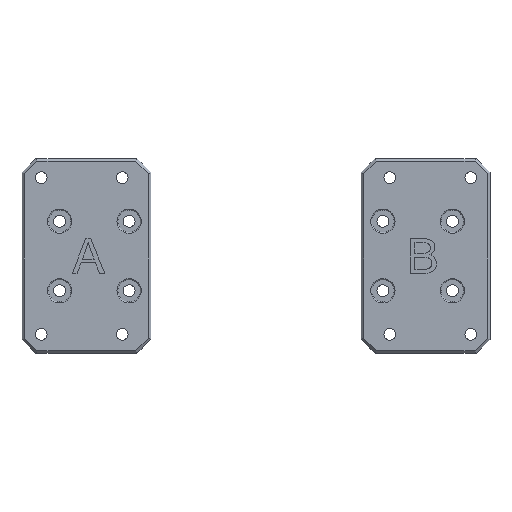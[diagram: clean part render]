
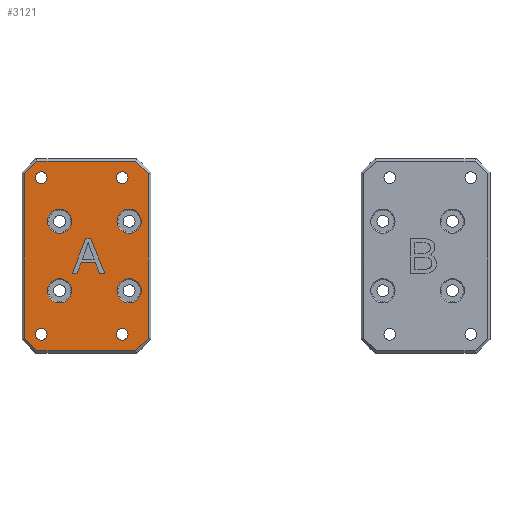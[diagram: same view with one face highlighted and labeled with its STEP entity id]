
A CAD part, top view. The second image highlights one B-rep face of the part: STEP entity #3121.
In plain terms, the highlighted planar face has unit normal (0, 0, 1).
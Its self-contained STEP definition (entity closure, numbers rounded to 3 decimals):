
#2860=CARTESIAN_POINT('',(-585.82,-142.896,27.5));
#2861=DIRECTION('',(0.,0.,1.));
#2862=DIRECTION('',(1.,0.,0.));
#2863=AXIS2_PLACEMENT_3D('',#2860,#2861,#2862);
#2864=PLANE('',#2863);
#2865=CARTESIAN_POINT('',(247.,230.4,27.5));
#2866=VERTEX_POINT('',#2865);
#2867=CARTESIAN_POINT('',(250.4,230.4,27.5));
#2868=VERTEX_POINT('',#2867);
#2869=CARTESIAN_POINT('',(248.7,230.4,27.5));
#2870=DIRECTION('',(0.,0.,1.));
#2871=DIRECTION('',(1.,0.,-0.));
#2872=AXIS2_PLACEMENT_3D('',#2869,#2870,#2871);
#2873=CIRCLE('',#2872,1.7);
#2874=EDGE_CURVE('',#2866,#2868,#2873,.T.);
#2875=ORIENTED_EDGE('',*,*,#2874,.F.);
#2876=CARTESIAN_POINT('',(248.7,230.4,27.5));
#2877=DIRECTION('',(0.,0.,1.));
#2878=DIRECTION('',(1.,0.,-0.));
#2879=AXIS2_PLACEMENT_3D('',#2876,#2877,#2878);
#2880=CIRCLE('',#2879,1.7);
#2881=EDGE_CURVE('',#2868,#2866,#2880,.T.);
#2882=ORIENTED_EDGE('',*,*,#2881,.F.);
#2883=EDGE_LOOP('',(#2875,#2882));
#2884=FACE_BOUND('',#2883,.T.);
#2885=CARTESIAN_POINT('',(247.,185.4,27.5));
#2886=VERTEX_POINT('',#2885);
#2887=CARTESIAN_POINT('',(250.4,185.4,27.5));
#2888=VERTEX_POINT('',#2887);
#2889=CARTESIAN_POINT('',(248.7,185.4,27.5));
#2890=DIRECTION('',(0.,0.,1.));
#2891=DIRECTION('',(1.,0.,-0.));
#2892=AXIS2_PLACEMENT_3D('',#2889,#2890,#2891);
#2893=CIRCLE('',#2892,1.7);
#2894=EDGE_CURVE('',#2886,#2888,#2893,.T.);
#2895=ORIENTED_EDGE('',*,*,#2894,.F.);
#2896=CARTESIAN_POINT('',(248.7,185.4,27.5));
#2897=DIRECTION('',(0.,0.,1.));
#2898=DIRECTION('',(1.,0.,-0.));
#2899=AXIS2_PLACEMENT_3D('',#2896,#2897,#2898);
#2900=CIRCLE('',#2899,1.7);
#2901=EDGE_CURVE('',#2888,#2886,#2900,.T.);
#2902=ORIENTED_EDGE('',*,*,#2901,.F.);
#2903=EDGE_LOOP('',(#2895,#2902));
#2904=FACE_BOUND('',#2903,.T.);
#2905=CARTESIAN_POINT('',(270.3,185.4,27.5));
#2906=VERTEX_POINT('',#2905);
#2907=CARTESIAN_POINT('',(273.7,185.4,27.5));
#2908=VERTEX_POINT('',#2907);
#2909=CARTESIAN_POINT('',(272.,185.4,27.5));
#2910=DIRECTION('',(0.,0.,1.));
#2911=DIRECTION('',(1.,0.,-0.));
#2912=AXIS2_PLACEMENT_3D('',#2909,#2910,#2911);
#2913=CIRCLE('',#2912,1.7);
#2914=EDGE_CURVE('',#2906,#2908,#2913,.T.);
#2915=ORIENTED_EDGE('',*,*,#2914,.F.);
#2916=CARTESIAN_POINT('',(272.,185.4,27.5));
#2917=DIRECTION('',(0.,0.,1.));
#2918=DIRECTION('',(1.,0.,-0.));
#2919=AXIS2_PLACEMENT_3D('',#2916,#2917,#2918);
#2920=CIRCLE('',#2919,1.7);
#2921=EDGE_CURVE('',#2908,#2906,#2920,.T.);
#2922=ORIENTED_EDGE('',*,*,#2921,.F.);
#2923=EDGE_LOOP('',(#2915,#2922));
#2924=FACE_BOUND('',#2923,.T.);
#2925=CARTESIAN_POINT('',(270.3,230.4,27.5));
#2926=VERTEX_POINT('',#2925);
#2927=CARTESIAN_POINT('',(273.7,230.4,27.5));
#2928=VERTEX_POINT('',#2927);
#2929=CARTESIAN_POINT('',(272.,230.4,27.5));
#2930=DIRECTION('',(0.,0.,1.));
#2931=DIRECTION('',(1.,0.,-0.));
#2932=AXIS2_PLACEMENT_3D('',#2929,#2930,#2931);
#2933=CIRCLE('',#2932,1.7);
#2934=EDGE_CURVE('',#2926,#2928,#2933,.T.);
#2935=ORIENTED_EDGE('',*,*,#2934,.F.);
#2936=CARTESIAN_POINT('',(272.,230.4,27.5));
#2937=DIRECTION('',(0.,0.,1.));
#2938=DIRECTION('',(1.,0.,-0.));
#2939=AXIS2_PLACEMENT_3D('',#2936,#2937,#2938);
#2940=CIRCLE('',#2939,1.7);
#2941=EDGE_CURVE('',#2928,#2926,#2940,.T.);
#2942=ORIENTED_EDGE('',*,*,#2941,.F.);
#2943=EDGE_LOOP('',(#2935,#2942));
#2944=FACE_BOUND('',#2943,.T.);
#2945=CARTESIAN_POINT('',(243.9,184.19,27.5));
#2946=VERTEX_POINT('',#2945);
#2947=CARTESIAN_POINT('',(247.49,180.6,27.5));
#2948=VERTEX_POINT('',#2947);
#2949=CARTESIAN_POINT('',(243.9,184.19,27.5));
#2950=DIRECTION('',(0.707,-0.707,0.));
#2951=VECTOR('',#2950,5.077);
#2952=LINE('',#2949,#2951);
#2953=EDGE_CURVE('',#2946,#2948,#2952,.T.);
#2954=ORIENTED_EDGE('',*,*,#2953,.T.);
#2955=CARTESIAN_POINT('',(275.91,180.6,27.5));
#2956=VERTEX_POINT('',#2955);
#2957=CARTESIAN_POINT('',(247.49,180.6,27.5));
#2958=DIRECTION('',(1.,0.,-0.));
#2959=VECTOR('',#2958,28.42);
#2960=LINE('',#2957,#2959);
#2961=EDGE_CURVE('',#2948,#2956,#2960,.T.);
#2962=ORIENTED_EDGE('',*,*,#2961,.T.);
#2963=CARTESIAN_POINT('',(279.5,184.19,27.5));
#2964=VERTEX_POINT('',#2963);
#2965=CARTESIAN_POINT('',(275.91,180.6,27.5));
#2966=DIRECTION('',(0.707,0.707,0.));
#2967=VECTOR('',#2966,5.077);
#2968=LINE('',#2965,#2967);
#2969=EDGE_CURVE('',#2956,#2964,#2968,.T.);
#2970=ORIENTED_EDGE('',*,*,#2969,.T.);
#2971=CARTESIAN_POINT('',(279.5,231.61,27.5));
#2972=VERTEX_POINT('',#2971);
#2973=CARTESIAN_POINT('',(279.5,184.19,27.5));
#2974=DIRECTION('',(0.,1.,0.));
#2975=VECTOR('',#2974,47.42);
#2976=LINE('',#2973,#2975);
#2977=EDGE_CURVE('',#2964,#2972,#2976,.T.);
#2978=ORIENTED_EDGE('',*,*,#2977,.T.);
#2979=CARTESIAN_POINT('',(275.91,235.2,27.5));
#2980=VERTEX_POINT('',#2979);
#2981=CARTESIAN_POINT('',(279.5,231.61,27.5));
#2982=DIRECTION('',(-0.707,0.707,0.));
#2983=VECTOR('',#2982,5.077);
#2984=LINE('',#2981,#2983);
#2985=EDGE_CURVE('',#2972,#2980,#2984,.T.);
#2986=ORIENTED_EDGE('',*,*,#2985,.T.);
#2987=CARTESIAN_POINT('',(247.49,235.2,27.5));
#2988=VERTEX_POINT('',#2987);
#2989=CARTESIAN_POINT('',(275.91,235.2,27.5));
#2990=DIRECTION('',(-1.,0.,0.));
#2991=VECTOR('',#2990,28.42);
#2992=LINE('',#2989,#2991);
#2993=EDGE_CURVE('',#2980,#2988,#2992,.T.);
#2994=ORIENTED_EDGE('',*,*,#2993,.T.);
#2995=CARTESIAN_POINT('',(243.9,231.61,27.5));
#2996=VERTEX_POINT('',#2995);
#2997=CARTESIAN_POINT('',(247.49,235.2,27.5));
#2998=DIRECTION('',(-0.707,-0.707,0.));
#2999=VECTOR('',#2998,5.077);
#3000=LINE('',#2997,#2999);
#3001=EDGE_CURVE('',#2988,#2996,#3000,.T.);
#3002=ORIENTED_EDGE('',*,*,#3001,.T.);
#3003=CARTESIAN_POINT('',(243.9,231.61,27.5));
#3004=DIRECTION('',(0.,-1.,0.));
#3005=VECTOR('',#3004,47.42);
#3006=LINE('',#3003,#3005);
#3007=EDGE_CURVE('',#2996,#2946,#3006,.T.);
#3008=ORIENTED_EDGE('',*,*,#3007,.T.);
#3009=EDGE_LOOP('',(#2954,#2962,#2970,#2978,#2986,#2994,#3002,#3008));
#3010=FACE_BOUND('',#3009,.T.);
#3011=CARTESIAN_POINT('',(257.5,197.9,27.5));
#3012=VERTEX_POINT('',#3011);
#3013=CARTESIAN_POINT('',(254.,197.9,27.5));
#3014=DIRECTION('',(-0.,-0.,-1.));
#3015=DIRECTION('',(1.,0.,-0.));
#3016=AXIS2_PLACEMENT_3D('',#3013,#3014,#3015);
#3017=CIRCLE('',#3016,3.5);
#3018=EDGE_CURVE('',#3012,#3012,#3017,.T.);
#3019=ORIENTED_EDGE('',*,*,#3018,.T.);
#3020=EDGE_LOOP('',(#3019));
#3021=FACE_BOUND('',#3020,.T.);
#3022=CARTESIAN_POINT('',(277.5,197.9,27.5));
#3023=VERTEX_POINT('',#3022);
#3024=CARTESIAN_POINT('',(274.,197.9,27.5));
#3025=DIRECTION('',(-0.,-0.,-1.));
#3026=DIRECTION('',(1.,0.,-0.));
#3027=AXIS2_PLACEMENT_3D('',#3024,#3025,#3026);
#3028=CIRCLE('',#3027,3.5);
#3029=EDGE_CURVE('',#3023,#3023,#3028,.T.);
#3030=ORIENTED_EDGE('',*,*,#3029,.T.);
#3031=EDGE_LOOP('',(#3030));
#3032=FACE_BOUND('',#3031,.T.);
#3033=CARTESIAN_POINT('',(277.5,217.9,27.5));
#3034=VERTEX_POINT('',#3033);
#3035=CARTESIAN_POINT('',(274.,217.9,27.5));
#3036=DIRECTION('',(-0.,-0.,-1.));
#3037=DIRECTION('',(1.,0.,-0.));
#3038=AXIS2_PLACEMENT_3D('',#3035,#3036,#3037);
#3039=CIRCLE('',#3038,3.5);
#3040=EDGE_CURVE('',#3034,#3034,#3039,.T.);
#3041=ORIENTED_EDGE('',*,*,#3040,.T.);
#3042=EDGE_LOOP('',(#3041));
#3043=FACE_BOUND('',#3042,.T.);
#3044=CARTESIAN_POINT('',(257.5,217.9,27.5));
#3045=VERTEX_POINT('',#3044);
#3046=CARTESIAN_POINT('',(254.,217.9,27.5));
#3047=DIRECTION('',(-0.,-0.,-1.));
#3048=DIRECTION('',(1.,0.,-0.));
#3049=AXIS2_PLACEMENT_3D('',#3046,#3047,#3048);
#3050=CIRCLE('',#3049,3.5);
#3051=EDGE_CURVE('',#3045,#3045,#3050,.T.);
#3052=ORIENTED_EDGE('',*,*,#3051,.T.);
#3053=EDGE_LOOP('',(#3052));
#3054=FACE_BOUND('',#3053,.T.);
#3055=CARTESIAN_POINT('',(257.674,202.903,27.5));
#3056=VERTEX_POINT('',#3055);
#3057=CARTESIAN_POINT('',(261.512,212.897,27.5));
#3058=VERTEX_POINT('',#3057);
#3059=CARTESIAN_POINT('',(257.674,202.903,27.5));
#3060=DIRECTION('',(0.359,0.934,0.));
#3061=VECTOR('',#3060,10.705);
#3062=LINE('',#3059,#3061);
#3063=EDGE_CURVE('',#3056,#3058,#3062,.T.);
#3064=ORIENTED_EDGE('',*,*,#3063,.T.);
#3065=CARTESIAN_POINT('',(262.936,212.897,27.5));
#3066=VERTEX_POINT('',#3065);
#3067=CARTESIAN_POINT('',(261.512,212.897,27.5));
#3068=DIRECTION('',(1.,0.,-0.));
#3069=VECTOR('',#3068,1.425);
#3070=LINE('',#3067,#3069);
#3071=EDGE_CURVE('',#3058,#3066,#3070,.T.);
#3072=ORIENTED_EDGE('',*,*,#3071,.T.);
#3073=CARTESIAN_POINT('',(267.026,202.903,27.5));
#3074=VERTEX_POINT('',#3073);
#3075=CARTESIAN_POINT('',(262.936,212.897,27.5));
#3076=DIRECTION('',(0.379,-0.925,0.));
#3077=VECTOR('',#3076,10.798);
#3078=LINE('',#3075,#3077);
#3079=EDGE_CURVE('',#3066,#3074,#3078,.T.);
#3080=ORIENTED_EDGE('',*,*,#3079,.T.);
#3081=CARTESIAN_POINT('',(265.52,202.903,27.5));
#3082=VERTEX_POINT('',#3081);
#3083=CARTESIAN_POINT('',(267.026,202.903,27.5));
#3084=DIRECTION('',(-1.,0.,0.));
#3085=VECTOR('',#3084,1.506);
#3086=LINE('',#3083,#3085);
#3087=EDGE_CURVE('',#3074,#3082,#3086,.T.);
#3088=ORIENTED_EDGE('',*,*,#3087,.T.);
#3089=CARTESIAN_POINT('',(264.354,205.93,27.5));
#3090=VERTEX_POINT('',#3089);
#3091=CARTESIAN_POINT('',(265.52,202.903,27.5));
#3092=DIRECTION('',(-0.359,0.933,0.));
#3093=VECTOR('',#3092,3.243);
#3094=LINE('',#3091,#3093);
#3095=EDGE_CURVE('',#3082,#3090,#3094,.T.);
#3096=ORIENTED_EDGE('',*,*,#3095,.T.);
#3097=CARTESIAN_POINT('',(260.175,205.93,27.5));
#3098=VERTEX_POINT('',#3097);
#3099=CARTESIAN_POINT('',(264.354,205.93,27.5));
#3100=DIRECTION('',(-1.,0.,0.));
#3101=VECTOR('',#3100,4.179);
#3102=LINE('',#3099,#3101);
#3103=EDGE_CURVE('',#3090,#3098,#3102,.T.);
#3104=ORIENTED_EDGE('',*,*,#3103,.T.);
#3105=CARTESIAN_POINT('',(259.078,202.903,27.5));
#3106=VERTEX_POINT('',#3105);
#3107=CARTESIAN_POINT('',(260.175,205.93,27.5));
#3108=DIRECTION('',(-0.341,-0.94,0.));
#3109=VECTOR('',#3108,3.219);
#3110=LINE('',#3107,#3109);
#3111=EDGE_CURVE('',#3098,#3106,#3110,.T.);
#3112=ORIENTED_EDGE('',*,*,#3111,.T.);
#3113=CARTESIAN_POINT('',(259.078,202.903,27.5));
#3114=DIRECTION('',(-1.,0.,0.));
#3115=VECTOR('',#3114,1.404);
#3116=LINE('',#3113,#3115);
#3117=EDGE_CURVE('',#3106,#3056,#3116,.T.);
#3118=ORIENTED_EDGE('',*,*,#3117,.T.);
#3119=EDGE_LOOP('',(#3064,#3072,#3080,#3088,#3096,#3104,#3112,#3118));
#3120=FACE_BOUND('',#3119,.T.);
#3121=ADVANCED_FACE('',(#2884,#2904,#2924,#2944,#3010,#3021,#3032,#3043,#3054,#3120),#2864,.T.);
